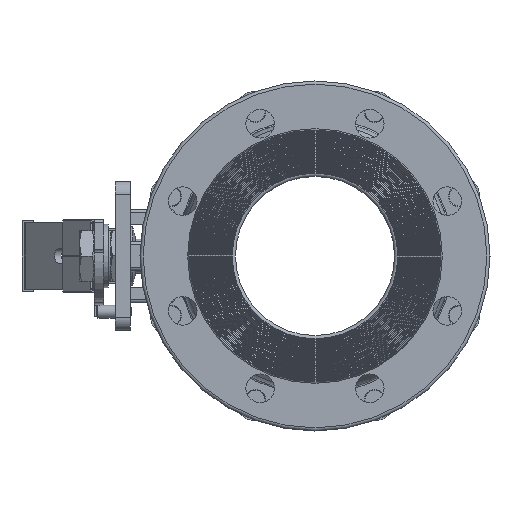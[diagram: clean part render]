
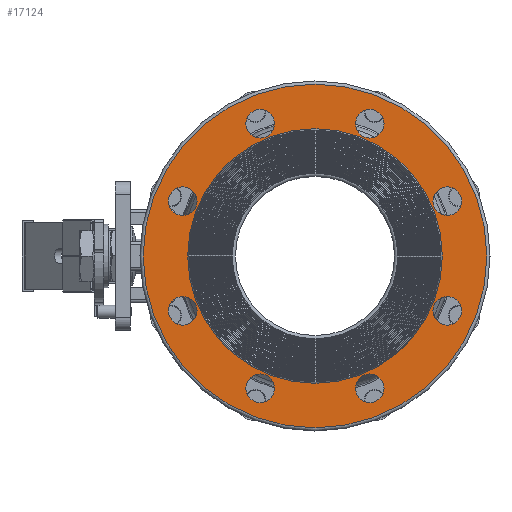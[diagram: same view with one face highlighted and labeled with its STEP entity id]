
A CAD part, left-side view. The second image highlights one B-rep face of the part: STEP entity #17124.
In plain terms, the highlighted planar face has unit normal (-1, 0, 0).
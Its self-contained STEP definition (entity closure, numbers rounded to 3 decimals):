
#3299=PLANE('',#18738);
#7327=ORIENTED_EDGE('',*,*,#10402,.T.);
#7328=ORIENTED_EDGE('',*,*,#10403,.F.);
#7329=ORIENTED_EDGE('',*,*,#10404,.F.);
#7330=ORIENTED_EDGE('',*,*,#10405,.F.);
#7331=ORIENTED_EDGE('',*,*,#10406,.F.);
#7332=ORIENTED_EDGE('',*,*,#10407,.F.);
#7333=ORIENTED_EDGE('',*,*,#10408,.F.);
#7334=ORIENTED_EDGE('',*,*,#10409,.F.);
#7335=ORIENTED_EDGE('',*,*,#10410,.F.);
#7336=ORIENTED_EDGE('',*,*,#10411,.F.);
#10402=EDGE_CURVE('',#12116,#12116,#12900,.T.);
#10403=EDGE_CURVE('',#12117,#12117,#12901,.T.);
#10404=EDGE_CURVE('',#12118,#12118,#12902,.T.);
#10405=EDGE_CURVE('',#12119,#12119,#12903,.T.);
#10406=EDGE_CURVE('',#12120,#12120,#12904,.T.);
#10407=EDGE_CURVE('',#12121,#12121,#12905,.T.);
#10408=EDGE_CURVE('',#12122,#12122,#12906,.T.);
#10409=EDGE_CURVE('',#12123,#12123,#12907,.T.);
#10410=EDGE_CURVE('',#12124,#12124,#12908,.T.);
#10411=EDGE_CURVE('',#12125,#12125,#12909,.T.);
#12116=VERTEX_POINT('',#67587);
#12117=VERTEX_POINT('',#67589);
#12118=VERTEX_POINT('',#67591);
#12119=VERTEX_POINT('',#67593);
#12120=VERTEX_POINT('',#67595);
#12121=VERTEX_POINT('',#67597);
#12122=VERTEX_POINT('',#67599);
#12123=VERTEX_POINT('',#67601);
#12124=VERTEX_POINT('',#67603);
#12125=VERTEX_POINT('',#67605);
#12900=CIRCLE('',#18739,108.);
#12901=CIRCLE('',#18740,80.);
#12902=CIRCLE('',#18741,9.);
#12903=CIRCLE('',#18742,9.);
#12904=CIRCLE('',#18743,9.);
#12905=CIRCLE('',#18744,9.);
#12906=CIRCLE('',#18745,9.);
#12907=CIRCLE('',#18746,9.);
#12908=CIRCLE('',#18747,9.);
#12909=CIRCLE('',#18748,9.);
#14145=EDGE_LOOP('',(#7327));
#14146=EDGE_LOOP('',(#7328));
#14147=EDGE_LOOP('',(#7329));
#14148=EDGE_LOOP('',(#7330));
#14149=EDGE_LOOP('',(#7331));
#14150=EDGE_LOOP('',(#7332));
#14151=EDGE_LOOP('',(#7333));
#14152=EDGE_LOOP('',(#7334));
#14153=EDGE_LOOP('',(#7335));
#14154=EDGE_LOOP('',(#7336));
#15622=FACE_BOUND('',#14145,.T.);
#15623=FACE_BOUND('',#14146,.T.);
#15624=FACE_BOUND('',#14147,.T.);
#15625=FACE_BOUND('',#14148,.T.);
#15626=FACE_BOUND('',#14149,.T.);
#15627=FACE_BOUND('',#14150,.T.);
#15628=FACE_BOUND('',#14151,.T.);
#15629=FACE_BOUND('',#14152,.T.);
#15630=FACE_BOUND('',#14153,.T.);
#15631=FACE_BOUND('',#14154,.T.);
#17124=ADVANCED_FACE('',(#15622,#15623,#15624,#15625,#15626,#15627,#15628,
#15629,#15630,#15631),#3299,.F.);
#18738=AXIS2_PLACEMENT_3D('',#67585,#22584,#22585);
#18739=AXIS2_PLACEMENT_3D('',#67586,#22586,#22587);
#18740=AXIS2_PLACEMENT_3D('',#67588,#22588,#22589);
#18741=AXIS2_PLACEMENT_3D('',#67590,#22590,#22591);
#18742=AXIS2_PLACEMENT_3D('',#67592,#22592,#22593);
#18743=AXIS2_PLACEMENT_3D('',#67594,#22594,#22595);
#18744=AXIS2_PLACEMENT_3D('',#67596,#22596,#22597);
#18745=AXIS2_PLACEMENT_3D('',#67598,#22598,#22599);
#18746=AXIS2_PLACEMENT_3D('',#67600,#22600,#22601);
#18747=AXIS2_PLACEMENT_3D('',#67602,#22602,#22603);
#18748=AXIS2_PLACEMENT_3D('',#67604,#22604,#22605);
#22584=DIRECTION('',(1.,0.,0.));
#22585=DIRECTION('',(0.,0.,-1.));
#22586=DIRECTION('',(-1.,0.,0.));
#22587=DIRECTION('',(0.,0.,1.));
#22588=DIRECTION('',(-1.,0.,0.));
#22589=DIRECTION('',(0.,0.,1.));
#22590=DIRECTION('',(-1.,0.,0.));
#22591=DIRECTION('',(0.,0.,1.));
#22592=DIRECTION('',(-1.,0.,0.));
#22593=DIRECTION('',(0.,0.,1.));
#22594=DIRECTION('',(-1.,0.,0.));
#22595=DIRECTION('',(0.,0.,1.));
#22596=DIRECTION('',(-1.,0.,0.));
#22597=DIRECTION('',(0.,0.,1.));
#22598=DIRECTION('',(-1.,0.,0.));
#22599=DIRECTION('',(0.,0.,1.));
#22600=DIRECTION('',(-1.,0.,0.));
#22601=DIRECTION('',(0.,0.,1.));
#22602=DIRECTION('',(-1.,0.,0.));
#22603=DIRECTION('',(0.,0.,1.));
#22604=DIRECTION('',(-1.,0.,0.));
#22605=DIRECTION('',(0.,0.,1.));
#67585=CARTESIAN_POINT('',(4.1,80.,0.));
#67586=CARTESIAN_POINT('',(4.1,0.,0.));
#67587=CARTESIAN_POINT('',(4.1,0.,108.));
#67588=CARTESIAN_POINT('',(4.1,0.,0.));
#67589=CARTESIAN_POINT('',(4.1,0.,80.));
#67590=CARTESIAN_POINT('',(4.1,83.149,34.442));
#67591=CARTESIAN_POINT('',(4.1,83.149,43.442));
#67592=CARTESIAN_POINT('',(4.1,34.442,83.149));
#67593=CARTESIAN_POINT('',(4.1,34.442,92.149));
#67594=CARTESIAN_POINT('',(4.1,-34.442,83.149));
#67595=CARTESIAN_POINT('',(4.1,-34.442,92.149));
#67596=CARTESIAN_POINT('',(4.1,-83.149,34.442));
#67597=CARTESIAN_POINT('',(4.1,-83.149,43.442));
#67598=CARTESIAN_POINT('',(4.1,-83.149,-34.442));
#67599=CARTESIAN_POINT('',(4.1,-83.149,-25.442));
#67600=CARTESIAN_POINT('',(4.1,-34.442,-83.149));
#67601=CARTESIAN_POINT('',(4.1,-34.442,-74.149));
#67602=CARTESIAN_POINT('',(4.1,34.442,-83.149));
#67603=CARTESIAN_POINT('',(4.1,34.442,-74.149));
#67604=CARTESIAN_POINT('',(4.1,83.149,-34.442));
#67605=CARTESIAN_POINT('',(4.1,83.149,-25.442));
